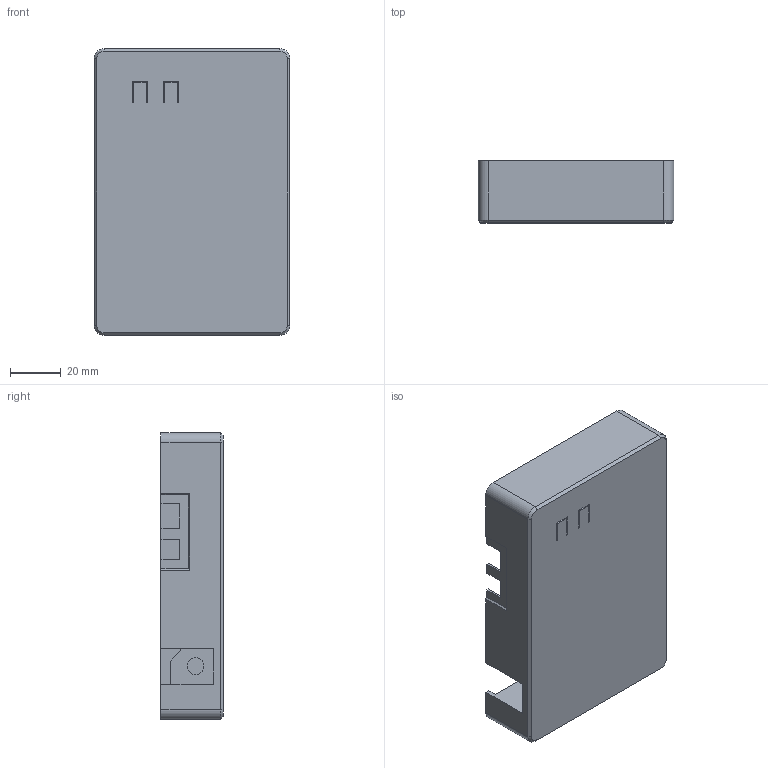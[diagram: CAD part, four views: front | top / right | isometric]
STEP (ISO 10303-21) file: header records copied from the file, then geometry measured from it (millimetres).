
FILE_DESCRIPTION(/* description */ (''),/* implementation_level */ '2;1');
FILE_NAME(/* name */ 'M6_GPS_BOTTOM_V4.1.step',/* time_stamp */ '2023-08-31T20:59:59-07:00',/* author */ (''),/* organization */ (''),/* preprocessor_version */ 'ST-DEVELOPER v20',/* originating_system */ 'Autodesk Translation Framework v12.9.0.99',/* authorisation */ '');
FILE_SCHEMA (('AUTOMOTIVE_DESIGN { 1 0 10303 214 3 1 1 }'));
Length unit declared in the file: millimetre
Products named in the file (2): marauder v6 case; BOTTOM
Assembly tree (1 placements, depth 2):
  marauder v6 case
    BOTTOM
Bounding box: 76.7 x 24.4 x 112.6 mm (x, y, z)
Volume: 39222 mm3; surface area: 37234.3 mm2
Topology: 1 solids, 1 shells, 774 faces, 2188 edges, 1454 vertices
Faces by surface type: plane 374, bspline 368, cylinder 28, cone 4
Full cylindrical faces by diameter (mm): 3 x4, 6.6 x2, 10.8 x1
Entity records: 28141 total; most frequent: CARTESIAN_POINT 10579, ORIENTED_EDGE 4376, DIRECTION 2330, EDGE_CURVE 2188, VERTEX_POINT 1454, LINE 1392, VECTOR 1392, EDGE_LOOP 820
